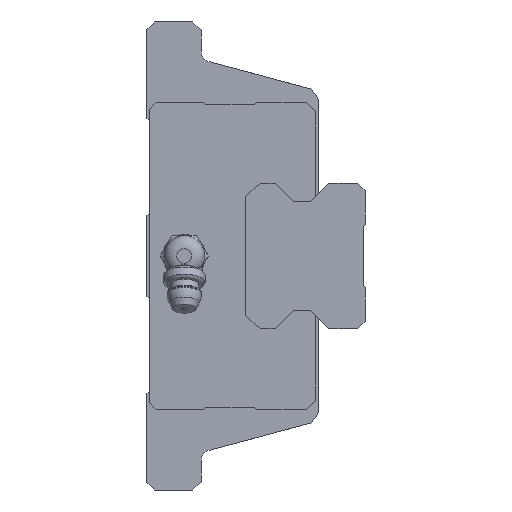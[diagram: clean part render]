
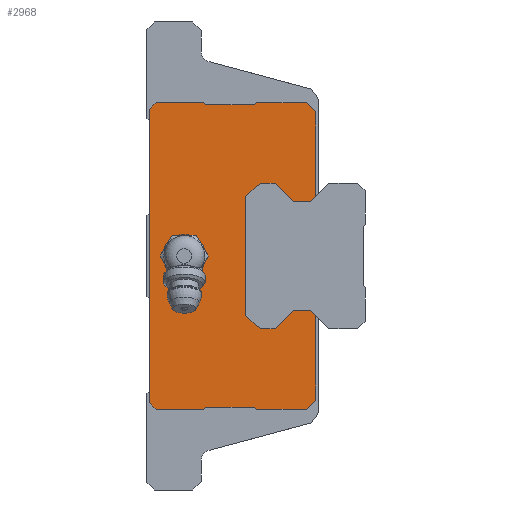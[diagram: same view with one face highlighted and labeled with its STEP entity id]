
A CAD part, left-side view. The second image highlights one B-rep face of the part: STEP entity #2968.
In plain terms, the highlighted planar face has unit normal (-1, 0, 0).
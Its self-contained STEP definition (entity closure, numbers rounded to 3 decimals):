
#623=ORIENTED_EDGE('',*,*,#1219,.F.);
#624=ORIENTED_EDGE('',*,*,#1250,.F.);
#625=ORIENTED_EDGE('',*,*,#1248,.F.);
#626=ORIENTED_EDGE('',*,*,#1246,.F.);
#627=ORIENTED_EDGE('',*,*,#1244,.F.);
#628=ORIENTED_EDGE('',*,*,#1242,.F.);
#629=ORIENTED_EDGE('',*,*,#1240,.F.);
#630=ORIENTED_EDGE('',*,*,#1238,.F.);
#631=ORIENTED_EDGE('',*,*,#1236,.F.);
#632=ORIENTED_EDGE('',*,*,#1234,.F.);
#633=ORIENTED_EDGE('',*,*,#1232,.F.);
#634=ORIENTED_EDGE('',*,*,#1230,.F.);
#635=ORIENTED_EDGE('',*,*,#1228,.F.);
#636=ORIENTED_EDGE('',*,*,#1226,.F.);
#637=ORIENTED_EDGE('',*,*,#1224,.F.);
#638=ORIENTED_EDGE('',*,*,#1127,.F.);
#639=ORIENTED_EDGE('',*,*,#1124,.F.);
#640=ORIENTED_EDGE('',*,*,#1121,.F.);
#641=ORIENTED_EDGE('',*,*,#1118,.F.);
#642=ORIENTED_EDGE('',*,*,#1115,.F.);
#643=ORIENTED_EDGE('',*,*,#1112,.F.);
#644=ORIENTED_EDGE('',*,*,#1109,.F.);
#645=ORIENTED_EDGE('',*,*,#1106,.F.);
#646=ORIENTED_EDGE('',*,*,#1103,.F.);
#647=ORIENTED_EDGE('',*,*,#1100,.F.);
#648=ORIENTED_EDGE('',*,*,#1096,.F.);
#649=ORIENTED_EDGE('',*,*,#1223,.F.);
#650=ORIENTED_EDGE('',*,*,#1221,.F.);
#651=ORIENTED_EDGE('',*,*,#1251,.T.);
#652=ORIENTED_EDGE('',*,*,#1252,.T.);
#653=ORIENTED_EDGE('',*,*,#1253,.T.);
#654=ORIENTED_EDGE('',*,*,#1254,.T.);
#655=ORIENTED_EDGE('',*,*,#1255,.T.);
#656=ORIENTED_EDGE('',*,*,#1256,.T.);
#1096=EDGE_CURVE('',#1492,#1493,#1770,.T.);
#1100=EDGE_CURVE('',#1493,#1496,#1774,.T.);
#1103=EDGE_CURVE('',#1496,#1498,#1777,.T.);
#1106=EDGE_CURVE('',#1498,#1500,#1780,.T.);
#1109=EDGE_CURVE('',#1500,#1502,#1783,.T.);
#1112=EDGE_CURVE('',#1502,#1504,#1786,.T.);
#1115=EDGE_CURVE('',#1504,#1506,#1789,.T.);
#1118=EDGE_CURVE('',#1506,#1508,#1792,.T.);
#1121=EDGE_CURVE('',#1508,#1510,#1795,.T.);
#1124=EDGE_CURVE('',#1510,#1512,#1798,.T.);
#1127=EDGE_CURVE('',#1512,#1514,#1801,.T.);
#1219=EDGE_CURVE('',#1567,#1568,#1890,.T.);
#1221=EDGE_CURVE('',#1568,#1569,#1892,.T.);
#1223=EDGE_CURVE('',#1569,#1492,#1894,.T.);
#1224=EDGE_CURVE('',#1514,#1570,#1895,.T.);
#1226=EDGE_CURVE('',#1570,#1571,#1897,.T.);
#1228=EDGE_CURVE('',#1571,#1572,#1899,.T.);
#1230=EDGE_CURVE('',#1572,#1573,#1901,.T.);
#1232=EDGE_CURVE('',#1573,#1574,#1903,.T.);
#1234=EDGE_CURVE('',#1574,#1575,#1905,.T.);
#1236=EDGE_CURVE('',#1575,#1576,#1907,.T.);
#1238=EDGE_CURVE('',#1576,#1577,#1909,.T.);
#1240=EDGE_CURVE('',#1577,#1578,#1911,.T.);
#1242=EDGE_CURVE('',#1578,#1579,#1913,.T.);
#1244=EDGE_CURVE('',#1579,#1580,#1915,.T.);
#1246=EDGE_CURVE('',#1580,#1581,#1917,.T.);
#1248=EDGE_CURVE('',#1581,#1582,#1919,.T.);
#1250=EDGE_CURVE('',#1582,#1567,#1921,.T.);
#1251=EDGE_CURVE('',#1583,#1584,#1922,.T.);
#1252=EDGE_CURVE('',#1584,#1585,#1923,.T.);
#1253=EDGE_CURVE('',#1585,#1586,#1924,.T.);
#1254=EDGE_CURVE('',#1586,#1587,#1925,.T.);
#1255=EDGE_CURVE('',#1587,#1588,#1926,.T.);
#1256=EDGE_CURVE('',#1588,#1583,#1927,.T.);
#1492=VERTEX_POINT('',#4358);
#1493=VERTEX_POINT('',#4360);
#1496=VERTEX_POINT('',#4368);
#1498=VERTEX_POINT('',#4374);
#1500=VERTEX_POINT('',#4380);
#1502=VERTEX_POINT('',#4386);
#1504=VERTEX_POINT('',#4392);
#1506=VERTEX_POINT('',#4398);
#1508=VERTEX_POINT('',#4404);
#1510=VERTEX_POINT('',#4410);
#1512=VERTEX_POINT('',#4416);
#1514=VERTEX_POINT('',#4422);
#1567=VERTEX_POINT('',#4602);
#1568=VERTEX_POINT('',#4604);
#1569=VERTEX_POINT('',#4608);
#1570=VERTEX_POINT('',#4614);
#1571=VERTEX_POINT('',#4618);
#1572=VERTEX_POINT('',#4622);
#1573=VERTEX_POINT('',#4626);
#1574=VERTEX_POINT('',#4630);
#1575=VERTEX_POINT('',#4634);
#1576=VERTEX_POINT('',#4638);
#1577=VERTEX_POINT('',#4642);
#1578=VERTEX_POINT('',#4646);
#1579=VERTEX_POINT('',#4650);
#1580=VERTEX_POINT('',#4654);
#1581=VERTEX_POINT('',#4658);
#1582=VERTEX_POINT('',#4662);
#1583=VERTEX_POINT('',#4668);
#1584=VERTEX_POINT('',#4669);
#1585=VERTEX_POINT('',#4671);
#1586=VERTEX_POINT('',#4673);
#1587=VERTEX_POINT('',#4675);
#1588=VERTEX_POINT('',#4677);
#1770=LINE('',#4359,#2110);
#1774=LINE('',#4367,#2114);
#1777=LINE('',#4373,#2117);
#1780=LINE('',#4379,#2120);
#1783=LINE('',#4385,#2123);
#1786=LINE('',#4391,#2126);
#1789=LINE('',#4397,#2129);
#1792=LINE('',#4403,#2132);
#1795=LINE('',#4409,#2135);
#1798=LINE('',#4415,#2138);
#1801=LINE('',#4421,#2141);
#1890=LINE('',#4603,#2230);
#1892=LINE('',#4607,#2232);
#1894=LINE('',#4611,#2234);
#1895=LINE('',#4613,#2235);
#1897=LINE('',#4617,#2237);
#1899=LINE('',#4621,#2239);
#1901=LINE('',#4625,#2241);
#1903=LINE('',#4629,#2243);
#1905=LINE('',#4633,#2245);
#1907=LINE('',#4637,#2247);
#1909=LINE('',#4641,#2249);
#1911=LINE('',#4645,#2251);
#1913=LINE('',#4649,#2253);
#1915=LINE('',#4653,#2255);
#1917=LINE('',#4657,#2257);
#1919=LINE('',#4661,#2259);
#1921=LINE('',#4665,#2261);
#1922=LINE('',#4667,#2262);
#1923=LINE('',#4670,#2263);
#1924=LINE('',#4672,#2264);
#1925=LINE('',#4674,#2265);
#1926=LINE('',#4676,#2266);
#1927=LINE('',#4678,#2267);
#2110=VECTOR('',#3480,1000.);
#2114=VECTOR('',#3486,1000.);
#2117=VECTOR('',#3491,1000.);
#2120=VECTOR('',#3496,1000.);
#2123=VECTOR('',#3501,1000.);
#2126=VECTOR('',#3506,1000.);
#2129=VECTOR('',#3511,1000.);
#2132=VECTOR('',#3516,1000.);
#2135=VECTOR('',#3521,1000.);
#2138=VECTOR('',#3526,1000.);
#2141=VECTOR('',#3531,1000.);
#2230=VECTOR('',#3698,1000.);
#2232=VECTOR('',#3702,1000.);
#2234=VECTOR('',#3706,1000.);
#2235=VECTOR('',#3709,1000.);
#2237=VECTOR('',#3713,1000.);
#2239=VECTOR('',#3717,1000.);
#2241=VECTOR('',#3721,1000.);
#2243=VECTOR('',#3725,1000.);
#2245=VECTOR('',#3729,1000.);
#2247=VECTOR('',#3733,1000.);
#2249=VECTOR('',#3737,1000.);
#2251=VECTOR('',#3741,1000.);
#2253=VECTOR('',#3745,1000.);
#2255=VECTOR('',#3749,1000.);
#2257=VECTOR('',#3753,1000.);
#2259=VECTOR('',#3757,1000.);
#2261=VECTOR('',#3761,1000.);
#2262=VECTOR('',#3764,1000.);
#2263=VECTOR('',#3765,1000.);
#2264=VECTOR('',#3766,1000.);
#2265=VECTOR('',#3767,1000.);
#2266=VECTOR('',#3768,1000.);
#2267=VECTOR('',#3769,1000.);
#2449=EDGE_LOOP('',(#623,#624,#625,#626,#627,#628,#629,#630,#631,#632,#633,
#634,#635,#636,#637,#638,#639,#640,#641,#642,#643,#644,#645,#646,#647,#648,
#649,#650));
#2450=EDGE_LOOP('',(#651,#652,#653,#654,#655,#656));
#2646=FACE_BOUND('',#2449,.T.);
#2647=FACE_BOUND('',#2450,.T.);
#2830=PLANE('',#3183);
#2968=ADVANCED_FACE('',(#2646,#2647),#2830,.F.);
#3183=AXIS2_PLACEMENT_3D('',#4666,#3762,#3763);
#3480=DIRECTION('',(0.,0.707,-0.707));
#3486=DIRECTION('',(0.,1.,0.));
#3491=DIRECTION('',(0.,0.707,0.707));
#3496=DIRECTION('',(0.,1.,0.));
#3501=DIRECTION('',(0.,0.752,-0.659));
#3506=DIRECTION('',(0.,0.,-1.));
#3511=DIRECTION('',(0.,-0.752,-0.659));
#3516=DIRECTION('',(0.,-1.,0.));
#3521=DIRECTION('',(0.,-0.707,0.707));
#3526=DIRECTION('',(0.,-1.,0.));
#3531=DIRECTION('',(0.,-0.707,-0.707));
#3698=DIRECTION('',(0.,-1.,0.));
#3702=DIRECTION('',(0.,-0.707,-0.707));
#3706=DIRECTION('',(0.,0.,-1.));
#3709=DIRECTION('',(0.,0.,-1.));
#3713=DIRECTION('',(0.,0.707,-0.707));
#3717=DIRECTION('',(0.,1.,0.));
#3721=DIRECTION('',(0.,0.707,0.707));
#3725=DIRECTION('',(0.,1.,0.));
#3729=DIRECTION('',(0.,0.707,-0.707));
#3733=DIRECTION('',(0.,1.,0.));
#3737=DIRECTION('',(0.,0.707,0.707));
#3741=DIRECTION('',(0.,0.,1.));
#3745=DIRECTION('',(0.,-0.707,0.707));
#3749=DIRECTION('',(0.,-1.,0.));
#3753=DIRECTION('',(0.,-0.707,-0.707));
#3757=DIRECTION('',(0.,-1.,0.));
#3761=DIRECTION('',(0.,-0.707,0.707));
#3762=DIRECTION('',(1.,0.,0.));
#3763=DIRECTION('',(0.,0.,-1.));
#3764=DIRECTION('',(0.,1.,0.));
#3765=DIRECTION('',(0.,0.5,0.866));
#3766=DIRECTION('',(0.,-0.5,0.866));
#3767=DIRECTION('',(0.,-1.,0.));
#3768=DIRECTION('',(0.,-0.5,-0.866));
#3769=DIRECTION('',(0.,0.5,-0.866));
#4358=CARTESIAN_POINT('',(-34.2,-32.5,11.5));
#4359=CARTESIAN_POINT('',(-34.2,-32.5,11.5));
#4360=CARTESIAN_POINT('',(-34.2,-31.5,10.5));
#4367=CARTESIAN_POINT('',(-34.2,-31.5,10.5));
#4368=CARTESIAN_POINT('',(-34.2,-28.2,10.5));
#4373=CARTESIAN_POINT('',(-34.2,-28.2,10.5));
#4374=CARTESIAN_POINT('',(-34.2,-24.7,14.));
#4379=CARTESIAN_POINT('',(-34.2,-24.7,14.));
#4380=CARTESIAN_POINT('',(-34.2,-21.85,14.));
#4385=CARTESIAN_POINT('',(-34.2,-21.85,14.));
#4386=CARTESIAN_POINT('',(-34.2,-19.,11.5));
#4391=CARTESIAN_POINT('',(-34.2,-19.,11.5));
#4392=CARTESIAN_POINT('',(-34.2,-19.,-11.5));
#4397=CARTESIAN_POINT('',(-34.2,-19.,-11.5));
#4398=CARTESIAN_POINT('',(-34.2,-21.85,-14.));
#4403=CARTESIAN_POINT('',(-34.2,-21.85,-14.));
#4404=CARTESIAN_POINT('',(-34.2,-24.7,-14.));
#4409=CARTESIAN_POINT('',(-34.2,-24.7,-14.));
#4410=CARTESIAN_POINT('',(-34.2,-28.2,-10.5));
#4415=CARTESIAN_POINT('',(-34.2,-28.2,-10.5));
#4416=CARTESIAN_POINT('',(-34.2,-31.5,-10.5));
#4421=CARTESIAN_POINT('',(-34.2,-31.5,-10.5));
#4422=CARTESIAN_POINT('',(-34.2,-32.5,-11.5));
#4602=CARTESIAN_POINT('',(-34.2,-21.1,29.5));
#4603=CARTESIAN_POINT('',(-34.2,-21.1,29.5));
#4604=CARTESIAN_POINT('',(-34.2,-30.7,29.5));
#4607=CARTESIAN_POINT('',(-34.2,-30.7,29.5));
#4608=CARTESIAN_POINT('',(-34.2,-32.5,27.7));
#4611=CARTESIAN_POINT('',(-34.2,-32.5,27.7));
#4613=CARTESIAN_POINT('',(-34.2,-32.5,-11.5));
#4614=CARTESIAN_POINT('',(-34.2,-32.5,-27.7));
#4617=CARTESIAN_POINT('',(-34.2,-32.5,-27.7));
#4618=CARTESIAN_POINT('',(-34.2,-30.7,-29.5));
#4621=CARTESIAN_POINT('',(-34.2,-30.7,-29.5));
#4622=CARTESIAN_POINT('',(-34.2,-21.1,-29.5));
#4625=CARTESIAN_POINT('',(-34.2,-21.1,-29.5));
#4626=CARTESIAN_POINT('',(-34.2,-20.7,-29.1));
#4629=CARTESIAN_POINT('',(-34.2,-20.7,-29.1));
#4630=CARTESIAN_POINT('',(-34.2,-11.29,-29.1));
#4633=CARTESIAN_POINT('',(-34.2,-11.29,-29.1));
#4634=CARTESIAN_POINT('',(-34.2,-10.89,-29.5));
#4637=CARTESIAN_POINT('',(-34.2,-10.89,-29.5));
#4638=CARTESIAN_POINT('',(-34.2,-1.8,-29.5));
#4641=CARTESIAN_POINT('',(-34.2,-1.8,-29.5));
#4642=CARTESIAN_POINT('',(-34.2,-0.5,-28.2));
#4645=CARTESIAN_POINT('',(-34.2,-0.5,-28.2));
#4646=CARTESIAN_POINT('',(-34.2,-0.5,28.2));
#4649=CARTESIAN_POINT('',(-34.2,-0.5,28.2));
#4650=CARTESIAN_POINT('',(-34.2,-1.8,29.5));
#4653=CARTESIAN_POINT('',(-34.2,-1.8,29.5));
#4654=CARTESIAN_POINT('',(-34.2,-10.89,29.5));
#4657=CARTESIAN_POINT('',(-34.2,-10.89,29.5));
#4658=CARTESIAN_POINT('',(-34.2,-11.29,29.1));
#4661=CARTESIAN_POINT('',(-34.2,-11.29,29.1));
#4662=CARTESIAN_POINT('',(-34.2,-20.7,29.1));
#4665=CARTESIAN_POINT('',(-34.2,-20.7,29.1));
#4666=CARTESIAN_POINT('',(-34.2,0.,0.));
#4667=CARTESIAN_POINT('',(-34.2,-9.509,-4.));
#4668=CARTESIAN_POINT('',(-34.2,-9.509,-4.));
#4669=CARTESIAN_POINT('',(-34.2,-4.891,-4.));
#4670=CARTESIAN_POINT('',(-34.2,-4.891,-4.));
#4671=CARTESIAN_POINT('',(-34.2,-2.581,0.));
#4672=CARTESIAN_POINT('',(-34.2,-2.581,0.));
#4673=CARTESIAN_POINT('',(-34.2,-4.891,4.));
#4674=CARTESIAN_POINT('',(-34.2,-4.891,4.));
#4675=CARTESIAN_POINT('',(-34.2,-9.509,4.));
#4676=CARTESIAN_POINT('',(-34.2,-9.509,4.));
#4677=CARTESIAN_POINT('',(-34.2,-11.819,0.));
#4678=CARTESIAN_POINT('',(-34.2,-11.819,0.));
